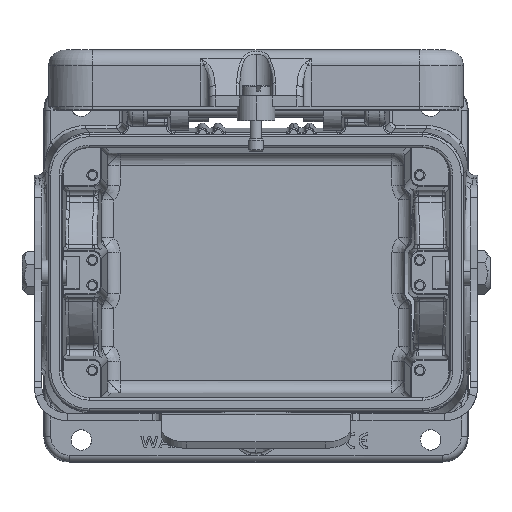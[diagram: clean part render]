
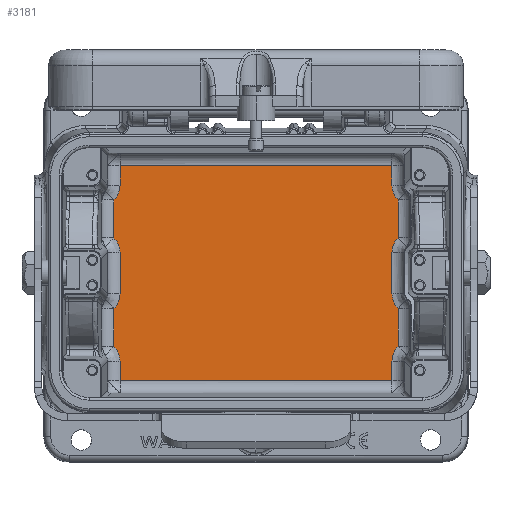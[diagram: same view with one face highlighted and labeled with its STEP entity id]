
A CAD part, top view. The second image highlights one B-rep face of the part: STEP entity #3181.
In plain terms, the highlighted planar face has unit normal (0, 0, 1).
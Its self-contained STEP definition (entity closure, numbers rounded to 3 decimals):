
#1117=FACE_OUTER_BOUND('',#6960,.T.);
#2023=B_SPLINE_CURVE_WITH_KNOTS('',3,(#27387,#27388,#27389,#27390),
 .UNSPECIFIED.,.F.,.F.,(4,4),(0.,1.),.UNSPECIFIED.);
#2024=B_SPLINE_CURVE_WITH_KNOTS('',3,(#27412,#27413,#27414,#27415),
 .UNSPECIFIED.,.F.,.F.,(4,4),(0.,1.),.UNSPECIFIED.);
#2032=B_SPLINE_CURVE_WITH_KNOTS('',3,(#27516,#27517,#27518,#27519),
 .UNSPECIFIED.,.F.,.F.,(4,4),(0.,1.),.UNSPECIFIED.);
#2033=B_SPLINE_CURVE_WITH_KNOTS('',3,(#27541,#27542,#27543,#27544),
 .UNSPECIFIED.,.F.,.F.,(4,4),(0.,1.),.UNSPECIFIED.);
#2039=B_SPLINE_CURVE_WITH_KNOTS('',3,(#27622,#27623,#27624,#27625),
 .UNSPECIFIED.,.F.,.F.,(4,4),(0.,1.),.UNSPECIFIED.);
#2040=B_SPLINE_CURVE_WITH_KNOTS('',3,(#27647,#27648,#27649,#27650),
 .UNSPECIFIED.,.F.,.F.,(4,4),(0.,1.),.UNSPECIFIED.);
#2048=B_SPLINE_CURVE_WITH_KNOTS('',3,(#27763,#27764,#27765,#27766),
 .UNSPECIFIED.,.F.,.F.,(4,4),(0.,1.),.UNSPECIFIED.);
#2054=B_SPLINE_CURVE_WITH_KNOTS('',3,(#27868,#27869,#27870,#27871),
 .UNSPECIFIED.,.F.,.F.,(4,4),(0.,1.),.UNSPECIFIED.);
#3181=ADVANCED_FACE('NONE',(#1117),#3917,.T.);
#3917=PLANE('',#17810);
#4632=LINE('',#28235,#5728);
#4633=LINE('',#28237,#5729);
#4635=LINE('',#28240,#5731);
#4636=LINE('',#28242,#5732);
#4639=LINE('',#28255,#5735);
#4640=LINE('',#28259,#5736);
#4641=LINE('',#28261,#5737);
#4642=LINE('',#28263,#5738);
#4643=LINE('',#28265,#5739);
#4646=LINE('',#28273,#5742);
#4709=LINE('',#28843,#5805);
#4710=LINE('',#28844,#5806);
#5728=VECTOR('',#19991,1.);
#5729=VECTOR('',#19994,1.);
#5731=VECTOR('',#19998,1.);
#5732=VECTOR('',#20001,1.);
#5735=VECTOR('',#20006,1.);
#5736=VECTOR('',#20011,1.);
#5737=VECTOR('',#20014,1.);
#5738=VECTOR('',#20017,1.);
#5739=VECTOR('',#20020,1.);
#5742=VECTOR('',#20027,1.);
#5805=VECTOR('',#20194,1.);
#5806=VECTOR('',#20195,1.);
#6960=EDGE_LOOP('',(#9702,#9703,#9704,#9705,#9706,#9707,#9708,#9709,#9710,
#9711,#9712,#9713,#9714,#9715,#9716,#9717,#9718,#9719,#9720,#9721));
#9702=ORIENTED_EDGE('',*,*,#15359,.T.);
#9703=ORIENTED_EDGE('',*,*,#15468,.T.);
#9704=ORIENTED_EDGE('',*,*,#15384,.T.);
#9705=ORIENTED_EDGE('',*,*,#15469,.T.);
#9706=ORIENTED_EDGE('',*,*,#15594,.T.);
#9707=ORIENTED_EDGE('',*,*,#15473,.T.);
#9708=ORIENTED_EDGE('',*,*,#15372,.T.);
#9709=ORIENTED_EDGE('',*,*,#15456,.T.);
#9710=ORIENTED_EDGE('',*,*,#15332,.T.);
#9711=ORIENTED_EDGE('',*,*,#15457,.T.);
#9712=ORIENTED_EDGE('',*,*,#15333,.T.);
#9713=ORIENTED_EDGE('',*,*,#15459,.T.);
#9714=ORIENTED_EDGE('',*,*,#15346,.T.);
#9715=ORIENTED_EDGE('',*,*,#15460,.T.);
#9716=ORIENTED_EDGE('',*,*,#15595,.T.);
#9717=ORIENTED_EDGE('',*,*,#15464,.T.);
#9718=ORIENTED_EDGE('',*,*,#15347,.T.);
#9719=ORIENTED_EDGE('',*,*,#15466,.T.);
#9720=ORIENTED_EDGE('',*,*,#15358,.T.);
#9721=ORIENTED_EDGE('',*,*,#15467,.T.);
#13419=VERTEX_POINT('',#27345);
#13420=VERTEX_POINT('',#27354);
#13422=VERTEX_POINT('',#27386);
#13423=VERTEX_POINT('',#27416);
#13424=VERTEX_POINT('',#27417);
#13427=VERTEX_POINT('',#27483);
#13429=VERTEX_POINT('',#27515);
#13430=VERTEX_POINT('',#27545);
#13431=VERTEX_POINT('',#27546);
#13433=VERTEX_POINT('',#27610);
#13435=VERTEX_POINT('',#27621);
#13436=VERTEX_POINT('',#27651);
#13437=VERTEX_POINT('',#27652);
#13439=VERTEX_POINT('',#27694);
#13441=VERTEX_POINT('',#27767);
#13448=VERTEX_POINT('',#27867);
#13480=VERTEX_POINT('',#28243);
#13483=VERTEX_POINT('',#28256);
#13484=VERTEX_POINT('',#28266);
#13487=VERTEX_POINT('',#28274);
#15332=EDGE_CURVE('NONE',#13420,#13422,#2023,.T.);
#15333=EDGE_CURVE('NONE',#13423,#13424,#2024,.T.);
#15346=EDGE_CURVE('NONE',#13427,#13429,#2032,.T.);
#15347=EDGE_CURVE('NONE',#13430,#13431,#2033,.T.);
#15358=EDGE_CURVE('NONE',#13433,#13435,#2039,.T.);
#15359=EDGE_CURVE('NONE',#13436,#13437,#2040,.T.);
#15372=EDGE_CURVE('NONE',#13441,#13419,#2048,.T.);
#15384=EDGE_CURVE('NONE',#13439,#13448,#2054,.T.);
#15456=EDGE_CURVE('NONE',#13419,#13420,#4632,.T.);
#15457=EDGE_CURVE('NONE',#13422,#13423,#4633,.T.);
#15459=EDGE_CURVE('NONE',#13424,#13427,#4635,.T.);
#15460=EDGE_CURVE('NONE',#13429,#13480,#4636,.T.);
#15464=EDGE_CURVE('NONE',#13483,#13430,#4639,.T.);
#15466=EDGE_CURVE('NONE',#13431,#13433,#4640,.T.);
#15467=EDGE_CURVE('NONE',#13435,#13436,#4641,.T.);
#15468=EDGE_CURVE('NONE',#13437,#13439,#4642,.T.);
#15469=EDGE_CURVE('NONE',#13448,#13484,#4643,.T.);
#15473=EDGE_CURVE('NONE',#13487,#13441,#4646,.T.);
#15594=EDGE_CURVE('NONE',#13484,#13487,#4709,.T.);
#15595=EDGE_CURVE('NONE',#13480,#13483,#4710,.T.);
#17810=AXIS2_PLACEMENT_3D('',#28845,#20196,#20197);
#19991=DIRECTION('',(0.,1.,0.));
#19994=DIRECTION('',(0.,1.,0.));
#19998=DIRECTION('',(0.,1.,0.));
#20001=DIRECTION('',(0.,1.,0.));
#20006=DIRECTION('',(0.,-1.,0.));
#20011=DIRECTION('',(0.,-1.,0.));
#20014=DIRECTION('',(0.,-1.,0.));
#20017=DIRECTION('',(0.,-1.,0.));
#20020=DIRECTION('',(0.,-1.,0.));
#20027=DIRECTION('',(0.,1.,0.));
#20194=DIRECTION('',(1.,0.,0.));
#20195=DIRECTION('',(-1.,0.,0.));
#20196=DIRECTION('',(0.,0.,1.));
#20197=DIRECTION('',(0.,1.,0.));
#27345=CARTESIAN_POINT('',(45.206,-23.264,-55.069));
#27354=CARTESIAN_POINT('',(45.206,-11.236,-55.069));
#27386=CARTESIAN_POINT('',(43.206,-6.546,-55.068));
#27387=CARTESIAN_POINT('',(45.206,-11.236,-55.069));
#27388=CARTESIAN_POINT('',(43.877,-9.955,-55.069));
#27389=CARTESIAN_POINT('',(43.21,-8.392,-55.069));
#27390=CARTESIAN_POINT('',(43.206,-6.546,-55.069));
#27412=CARTESIAN_POINT('',(43.206,6.546,-55.069));
#27413=CARTESIAN_POINT('',(43.21,8.392,-55.069));
#27414=CARTESIAN_POINT('',(43.877,9.955,-55.069));
#27415=CARTESIAN_POINT('',(45.206,11.236,-55.069));
#27416=CARTESIAN_POINT('',(43.206,6.546,-55.068));
#27417=CARTESIAN_POINT('',(45.206,11.236,-55.069));
#27483=CARTESIAN_POINT('',(45.206,23.264,-55.069));
#27515=CARTESIAN_POINT('',(43.206,27.954,-55.068));
#27516=CARTESIAN_POINT('',(45.206,23.264,-55.069));
#27517=CARTESIAN_POINT('',(43.877,24.545,-55.069));
#27518=CARTESIAN_POINT('',(43.21,26.108,-55.069));
#27519=CARTESIAN_POINT('',(43.206,27.954,-55.069));
#27541=CARTESIAN_POINT('',(-43.206,27.954,-55.069));
#27542=CARTESIAN_POINT('',(-43.21,26.108,-55.069));
#27543=CARTESIAN_POINT('',(-43.877,24.545,-55.069));
#27544=CARTESIAN_POINT('',(-45.206,23.264,-55.069));
#27545=CARTESIAN_POINT('',(-43.206,27.954,-55.068));
#27546=CARTESIAN_POINT('',(-45.206,23.264,-55.069));
#27610=CARTESIAN_POINT('',(-45.206,11.236,-55.069));
#27621=CARTESIAN_POINT('',(-43.206,6.546,-55.068));
#27622=CARTESIAN_POINT('',(-45.206,11.236,-55.069));
#27623=CARTESIAN_POINT('',(-43.877,9.955,-55.069));
#27624=CARTESIAN_POINT('',(-43.21,8.392,-55.069));
#27625=CARTESIAN_POINT('',(-43.206,6.546,-55.069));
#27647=CARTESIAN_POINT('',(-43.206,-6.546,-55.069));
#27648=CARTESIAN_POINT('',(-43.21,-8.392,-55.069));
#27649=CARTESIAN_POINT('',(-43.877,-9.955,-55.069));
#27650=CARTESIAN_POINT('',(-45.206,-11.236,-55.069));
#27651=CARTESIAN_POINT('',(-43.206,-6.546,-55.068));
#27652=CARTESIAN_POINT('',(-45.206,-11.236,-55.069));
#27694=CARTESIAN_POINT('',(-45.206,-23.264,-55.069));
#27763=CARTESIAN_POINT('',(43.206,-27.954,-55.069));
#27764=CARTESIAN_POINT('',(43.21,-26.108,-55.069));
#27765=CARTESIAN_POINT('',(43.877,-24.545,-55.069));
#27766=CARTESIAN_POINT('',(45.206,-23.264,-55.069));
#27767=CARTESIAN_POINT('',(43.206,-27.954,-55.068));
#27867=CARTESIAN_POINT('',(-43.206,-27.954,-55.068));
#27868=CARTESIAN_POINT('',(-45.206,-23.264,-55.069));
#27869=CARTESIAN_POINT('',(-43.877,-24.545,-55.069));
#27870=CARTESIAN_POINT('',(-43.21,-26.108,-55.069));
#27871=CARTESIAN_POINT('',(-43.206,-27.954,-55.069));
#28235=CARTESIAN_POINT('',(45.206,0.,-55.069));
#28237=CARTESIAN_POINT('',(43.206,0.,-55.069));
#28240=CARTESIAN_POINT('',(45.206,0.,-55.069));
#28242=CARTESIAN_POINT('',(43.206,0.,-55.069));
#28243=CARTESIAN_POINT('',(43.206,34.173,-55.069));
#28255=CARTESIAN_POINT('',(-43.206,0.,-55.069));
#28256=CARTESIAN_POINT('',(-43.206,34.173,-55.069));
#28259=CARTESIAN_POINT('',(-45.206,0.,-55.069));
#28261=CARTESIAN_POINT('',(-43.206,0.,-55.069));
#28263=CARTESIAN_POINT('',(-45.206,0.,-55.069));
#28265=CARTESIAN_POINT('',(-43.206,0.,-55.069));
#28266=CARTESIAN_POINT('',(-43.206,-34.173,-55.069));
#28273=CARTESIAN_POINT('',(43.206,0.,-55.069));
#28274=CARTESIAN_POINT('',(43.206,-34.173,-55.069));
#28843=CARTESIAN_POINT('',(49.436,-34.173,-55.069));
#28844=CARTESIAN_POINT('',(-49.424,34.173,-55.069));
#28845=CARTESIAN_POINT('',(0.,0.,-55.069));
